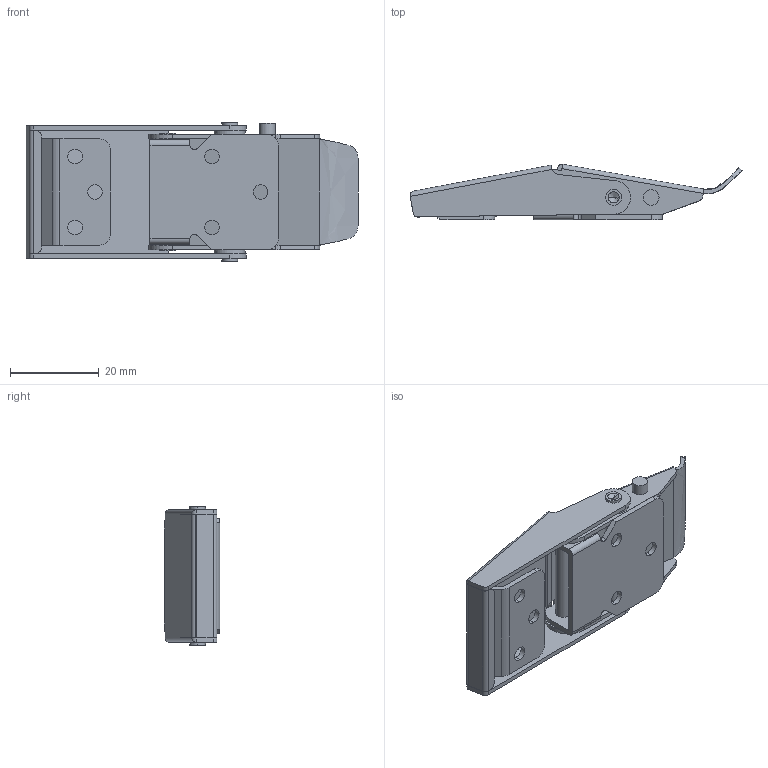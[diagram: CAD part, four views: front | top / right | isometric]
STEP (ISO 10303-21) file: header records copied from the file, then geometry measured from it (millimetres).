
FILE_DESCRIPTION (( 'STEP AP203' ), '1' );
FILE_NAME ('C-1143-3-2.STEP', '2020-08-06T05:02:40', ( '' ), ( '' ), 'SwSTEP 2.0', 'SolidWorks 2018', '' );
FILE_SCHEMA (( 'CONFIG_CONTROL_DESIGN' ));
Length unit declared in the file: millimetre
Products named in the file (6): C-1143-3-2; C-1143-3_受座_; C-1143-3_ワッシャー_; C-1143-3_レバー_; C-1143-3_フック_; C-1143-3_取付板_
Assembly tree (6 placements, depth 2):
  C-1143-3-2
    C-1143-3_取付板_
    C-1143-3_フック_
    C-1143-3_レバー_
    C-1143-3_受座_
    C-1143-3_ワッシャー_  x2
Bounding box: 75.01 x 12.52 x 31.2 mm (x, y, z)
Volume: 5686.4 mm3; surface area: 11257.4 mm2
Topology: 6 solids, 6 shells, 177 faces, 446 edges, 282 vertices
Faces by surface type: cylinder 88, plane 75, cone 8, bspline 6
Entity records: 6160 total; most frequent: CARTESIAN_POINT 1274, DIRECTION 924, ORIENTED_EDGE 852, EDGE_CURVE 426, AXIS2_PLACEMENT_3D 342, VERTEX_POINT 274, VECTOR 240, LINE 240
